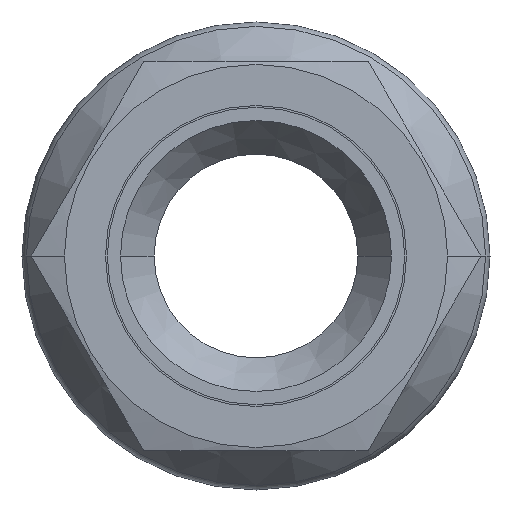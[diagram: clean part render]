
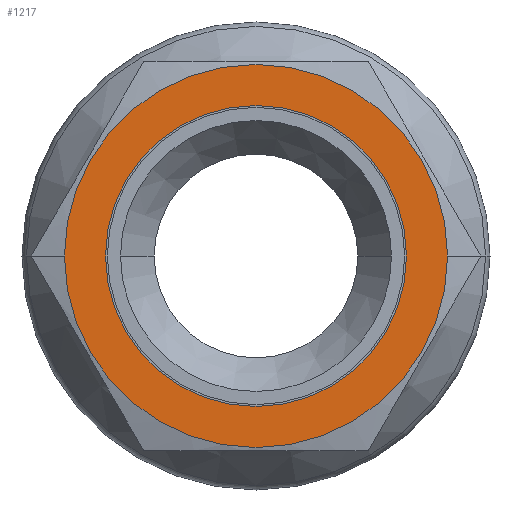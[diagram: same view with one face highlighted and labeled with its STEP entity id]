
A CAD part, left-side view. The second image highlights one B-rep face of the part: STEP entity #1217.
In plain terms, the highlighted face is planar.
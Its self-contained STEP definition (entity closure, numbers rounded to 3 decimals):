
#802=CARTESIAN_POINT('',(16.002,0.,0.));
#803=DIRECTION('',(-1.,0.,0.));
#804=DIRECTION('',(0.,1.,0.));
#805=AXIS2_PLACEMENT_3D('',#802,#803,#804);
#807=CARTESIAN_POINT('',(16.002,0.,0.));
#808=DIRECTION('',(1.,0.,0.));
#809=DIRECTION('',(0.,1.,0.));
#810=AXIS2_PLACEMENT_3D('',#807,#808,#809);
#848=CARTESIAN_POINT('',(16.002,0.,0.));
#849=DIRECTION('',(1.,0.,0.));
#850=DIRECTION('',(0.,1.,0.));
#851=AXIS2_PLACEMENT_3D('',#848,#849,#850);
#877=CARTESIAN_POINT('',(16.002,0.,0.));
#878=DIRECTION('',(-1.,0.,0.));
#879=DIRECTION('',(0.,1.,0.));
#880=AXIS2_PLACEMENT_3D('',#877,#878,#879);
#1068=CARTESIAN_POINT('',(16.002,25.006,0.));
#1069=CARTESIAN_POINT('',(16.002,-25.006,0.));
#1070=VERTEX_POINT('',#1068);
#1071=VERTEX_POINT('',#1069);
#1085=CARTESIAN_POINT('',(16.002,19.647,0.));
#1087=VERTEX_POINT('',#1085);
#1089=CARTESIAN_POINT('',(16.002,-19.647,0.));
#1091=VERTEX_POINT('',#1089);
#1202=CARTESIAN_POINT('',(16.002,0.,0.));
#1203=DIRECTION('',(1.,0.,0.));
#1204=DIRECTION('',(0.,-1.,0.));
#1205=AXIS2_PLACEMENT_3D('',#1202,#1203,#1204);
#1206=PLANE('',#1205);
#1208=ORIENTED_EDGE('',*,*,#1207,.F.);
#1210=ORIENTED_EDGE('',*,*,#1209,.T.);
#1211=EDGE_LOOP('',(#1208,#1210));
#1212=FACE_OUTER_BOUND('',#1211,.F.);
#1213=ORIENTED_EDGE('',*,*,#1181,.F.);
#1214=ORIENTED_EDGE('',*,*,#1197,.T.);
#1215=EDGE_LOOP('',(#1213,#1214));
#1216=FACE_BOUND('',#1215,.F.);
#806=CIRCLE('',#805,19.647);
#811=CIRCLE('',#810,19.647);
#852=CIRCLE('',#851,25.006);
#881=CIRCLE('',#880,25.006);
#1181=EDGE_CURVE('',#1087,#1091,#806,.T.);
#1197=EDGE_CURVE('',#1087,#1091,#811,.T.);
#1207=EDGE_CURVE('',#1070,#1071,#852,.T.);
#1209=EDGE_CURVE('',#1070,#1071,#881,.T.);
#1217=ADVANCED_FACE('',(#1212,#1216),#1206,.T.);
